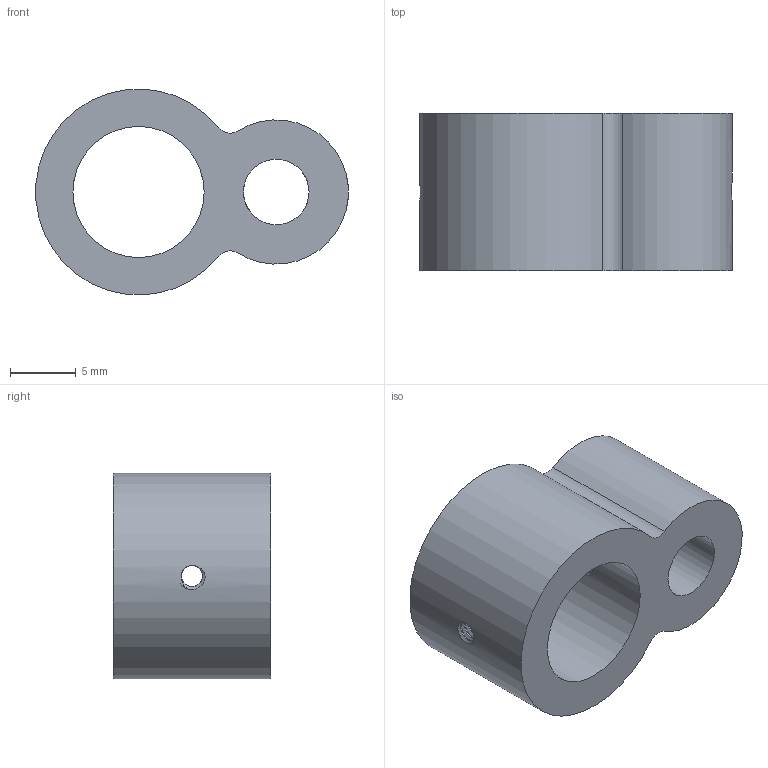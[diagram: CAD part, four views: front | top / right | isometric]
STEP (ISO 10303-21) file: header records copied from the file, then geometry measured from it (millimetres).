
FILE_DESCRIPTION(/* description */ (''),/* implementation_level */ '2;1');
FILE_NAME(/* name */ 'Solenoid Tip.step',/* time_stamp */ '2025-10-26T15:10:57Z',/* author */ (''),/* organization */ (''),/* preprocessor_version */ 'ST-DEVELOPER v20.1',/* originating_system */ 'Autodesk Translation Framework v14.17.0.0',/* authorisation */ '');
FILE_SCHEMA (('AUTOMOTIVE_DESIGN { 1 0 10303 214 3 1 1 }'));
Length unit declared in the file: millimetre
Products named in the file (1): Solenoid Tip
Bounding box: 23.85 x 12 x 15.69 mm (x, y, z)
Volume: 2079.5 mm3; surface area: 1774.6 mm2
Topology: 1 solids, 1 shells, 78 faces, 240 edges, 162 vertices
Faces by surface type: cylinder 60, bspline 14, plane 4
Full cylindrical faces by diameter (mm): 1.623 x7, 2.074 x12, 5 x1, 10 x1
Entity records: 6838 total; most frequent: CARTESIAN_POINT 5003, ORIENTED_EDGE 480, EDGE_CURVE 240, DIRECTION 214, B_SPLINE_CURVE_WITH_KNOTS 171, VERTEX_POINT 162, EDGE_LOOP 86, AXIS2_PLACEMENT_3D 80
